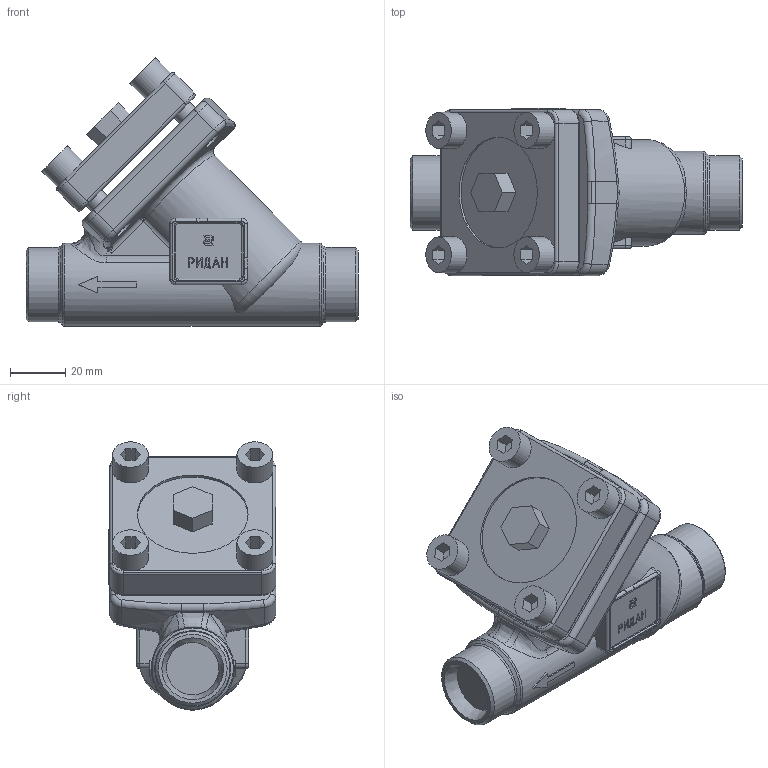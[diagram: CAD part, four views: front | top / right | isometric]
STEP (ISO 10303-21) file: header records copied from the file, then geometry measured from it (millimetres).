
FILE_DESCRIPTION(('TFLEX Exchange Step'),'2;1');
FILE_NAME('148B9020R.stp', '2024-05-02T16:52:48+03:00',('RUCO3378'),('Unknown organisation'),'TFLEX Exchange 2024.2','T-FLEX CAD','Unknown authorisation');
FILE_SCHEMA( ('AP203_CONFIGURATION_CONTROLLED_3D_DESIGN_OF_MECHANICAL_PARTS_AND_ASSEMBLIES_MIM_LF') );
Length unit declared in the file: millimetre
Products named in the file (1): Body_STR-20
Bounding box: 120 x 60.5 x 97 mm (x, y, z)
Volume: 156618.3 mm3; surface area: 53142.1 mm2
Topology: 16 solids, 19 shells, 863 faces, 2262 edges, 1473 vertices
Faces by surface type: plane 383, bspline 317, cylinder 113, torus 42, cone 6, sphere 2
Full cylindrical faces by diameter (mm): 13 x4, 18.9 x2, 26.9 x2, 28 x1, 30 x1
Entity records: 32335 total; most frequent: CARTESIAN_POINT 12872, ORIENTED_EDGE 4513, DIRECTION 3083, EDGE_CURVE 2258, VERTEX_POINT 1473, VECTOR 1283, LINE 1283, EDGE_LOOP 942
